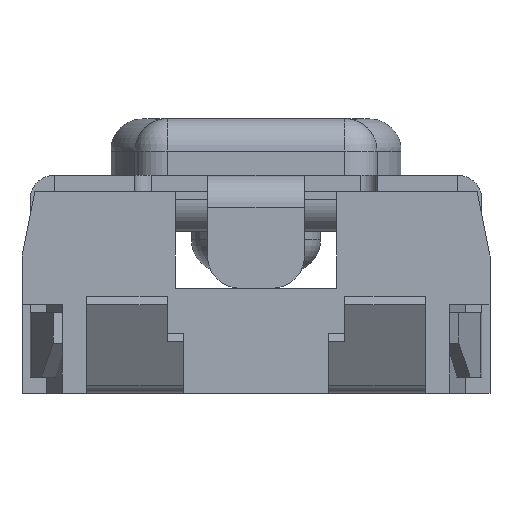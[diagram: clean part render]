
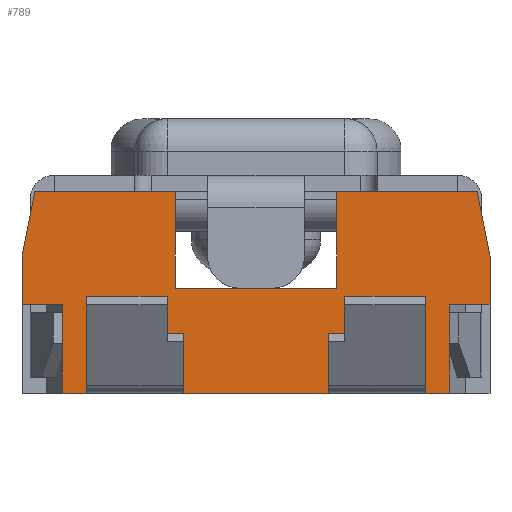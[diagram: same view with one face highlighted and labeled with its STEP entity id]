
A CAD part, left-side view. The second image highlights one B-rep face of the part: STEP entity #789.
In plain terms, the highlighted planar face has unit normal (-1, 0, 0).
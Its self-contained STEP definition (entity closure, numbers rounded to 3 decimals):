
#789 = ADVANCED_FACE( '', ( #1591 ), #1592, .T. );
#1591 = FACE_OUTER_BOUND( '', #2445, .T. );
#1592 = PLANE( '', #2446 );
#2445 = EDGE_LOOP( '', ( #4447, #4448, #4449, #4450, #4451, #4452, #4453, #4454, #4455, #4456, #4457, #4458, #4459, #4460, #4461, #4462, #4463, #4464, #4465, #4466, #4467, #4468 ) );
#2446 = AXIS2_PLACEMENT_3D( '', #4469, #4470, #4471 );
#4447 = ORIENTED_EDGE( '', *, *, #5375, .T. );
#4448 = ORIENTED_EDGE( '', *, *, #6037, .T. );
#4449 = ORIENTED_EDGE( '', *, *, #5885, .F. );
#4450 = ORIENTED_EDGE( '', *, *, #6077, .F. );
#4451 = ORIENTED_EDGE( '', *, *, #5882, .T. );
#4452 = ORIENTED_EDGE( '', *, *, #5481, .F. );
#4453 = ORIENTED_EDGE( '', *, *, #6143, .T. );
#4454 = ORIENTED_EDGE( '', *, *, #5766, .T. );
#4455 = ORIENTED_EDGE( '', *, *, #6144, .T. );
#4456 = ORIENTED_EDGE( '', *, *, #5671, .T. );
#4457 = ORIENTED_EDGE( '', *, *, #5495, .F. );
#4458 = ORIENTED_EDGE( '', *, *, #5852, .F. );
#4459 = ORIENTED_EDGE( '', *, *, #6145, .F. );
#4460 = ORIENTED_EDGE( '', *, *, #6146, .T. );
#4461 = ORIENTED_EDGE( '', *, *, #5978, .F. );
#4462 = ORIENTED_EDGE( '', *, *, #6147, .T. );
#4463 = ORIENTED_EDGE( '', *, *, #5892, .F. );
#4464 = ORIENTED_EDGE( '', *, *, #5928, .F. );
#4465 = ORIENTED_EDGE( '', *, *, #6148, .F. );
#4466 = ORIENTED_EDGE( '', *, *, #6047, .T. );
#4467 = ORIENTED_EDGE( '', *, *, #5889, .F. );
#4468 = ORIENTED_EDGE( '', *, *, #6067, .F. );
#4469 = CARTESIAN_POINT( '', ( -1.75, -1.45, 0.65 ) );
#4470 = DIRECTION( '', ( -1., 0., 0. ) );
#4471 = DIRECTION( '', ( 0., -1., 0. ) );
#5375 = EDGE_CURVE( '', #6440, #6441, #6442, .T. );
#5481 = EDGE_CURVE( '', #6627, #6622, #6629, .T. );
#5495 = EDGE_CURVE( '', #6650, #6651, #6652, .T. );
#5671 = EDGE_CURVE( '', #6951, #6651, #6952, .T. );
#5766 = EDGE_CURVE( '', #7090, #7091, #7092, .T. );
#5852 = EDGE_CURVE( '', #7224, #6650, #7225, .T. );
#5882 = EDGE_CURVE( '', #7264, #6622, #7265, .T. );
#5885 = EDGE_CURVE( '', #7268, #7269, #7270, .T. );
#5889 = EDGE_CURVE( '', #7275, #7277, #7278, .T. );
#5892 = EDGE_CURVE( '', #7280, #7282, #7283, .T. );
#5928 = EDGE_CURVE( '', #7332, #7280, #7334, .T. );
#5978 = EDGE_CURVE( '', #7399, #7401, #7402, .T. );
#6037 = EDGE_CURVE( '', #6441, #7269, #7478, .T. );
#6047 = EDGE_CURVE( '', #7488, #7277, #7489, .T. );
#6067 = EDGE_CURVE( '', #6440, #7275, #7512, .T. );
#6077 = EDGE_CURVE( '', #7264, #7268, #7524, .T. );
#6143 = EDGE_CURVE( '', #6627, #7090, #7604, .T. );
#6144 = EDGE_CURVE( '', #7091, #6951, #7605, .T. );
#6145 = EDGE_CURVE( '', #7606, #7224, #7607, .T. );
#6146 = EDGE_CURVE( '', #7606, #7401, #7608, .T. );
#6147 = EDGE_CURVE( '', #7399, #7282, #7609, .T. );
#6148 = EDGE_CURVE( '', #7488, #7332, #7610, .T. );
#6440 = VERTEX_POINT( '', #7969 );
#6441 = VERTEX_POINT( '', #7970 );
#6442 = LINE( '', #7971, #7972 );
#6622 = VERTEX_POINT( '', #8223 );
#6627 = VERTEX_POINT( '', #8230 );
#6629 = LINE( '', #8233, #8234 );
#6650 = VERTEX_POINT( '', #8264 );
#6651 = VERTEX_POINT( '', #8265 );
#6652 = LINE( '', #8266, #8267 );
#6951 = VERTEX_POINT( '', #8691 );
#6952 = LINE( '', #8692, #8693 );
#7090 = VERTEX_POINT( '', #8890 );
#7091 = VERTEX_POINT( '', #8891 );
#7092 = LINE( '', #8892, #8893 );
#7224 = VERTEX_POINT( '', #9073 );
#7225 = LINE( '', #9074, #9075 );
#7264 = VERTEX_POINT( '', #9136 );
#7265 = LINE( '', #9137, #9138 );
#7268 = VERTEX_POINT( '', #9142 );
#7269 = VERTEX_POINT( '', #9143 );
#7270 = LINE( '', #9144, #9145 );
#7275 = VERTEX_POINT( '', #9152 );
#7277 = VERTEX_POINT( '', #9155 );
#7278 = LINE( '', #9156, #9157 );
#7280 = VERTEX_POINT( '', #9160 );
#7282 = VERTEX_POINT( '', #9163 );
#7283 = LINE( '', #9164, #9165 );
#7332 = VERTEX_POINT( '', #9236 );
#7334 = LINE( '', #9239, #9240 );
#7399 = VERTEX_POINT( '', #9331 );
#7401 = VERTEX_POINT( '', #9334 );
#7402 = LINE( '', #9335, #9336 );
#7478 = LINE( '', #9443, #9444 );
#7488 = VERTEX_POINT( '', #9459 );
#7489 = LINE( '', #9460, #9461 );
#7512 = LINE( '', #9492, #9493 );
#7524 = LINE( '', #9509, #9510 );
#7604 = LINE( '', #9629, #9630 );
#7605 = LINE( '', #9631, #9632 );
#7606 = VERTEX_POINT( '', #9633 );
#7607 = LINE( '', #9634, #9635 );
#7608 = LINE( '', #9636, #9637 );
#7609 = LINE( '', #9638, #9639 );
#7610 = LINE( '', #9640, #9641 );
#7969 = CARTESIAN_POINT( '', ( -1.75, -0.45, 0.1 ) );
#7970 = CARTESIAN_POINT( '', ( -1.75, -1.05, 0.1 ) );
#7971 = CARTESIAN_POINT( '', ( -1.75, -0.45, 0.1 ) );
#7972 = VECTOR( '', #9953, 1000. );
#8223 = CARTESIAN_POINT( '', ( -1.75, -1.45, 0.55 ) );
#8230 = CARTESIAN_POINT( '', ( -1.75, -1.45, 0.85 ) );
#8233 = CARTESIAN_POINT( '', ( -1.75, -1.45, 0.65 ) );
#8234 = VECTOR( '', #10064, 1000. );
#8264 = CARTESIAN_POINT( '', ( -1.75, 0.5, 1.25 ) );
#8265 = CARTESIAN_POINT( '', ( -1.75, 0.5, 0.65 ) );
#8266 = CARTESIAN_POINT( '', ( -1.75, 0.5, 1.25 ) );
#8267 = VECTOR( '', #10074, 1000. );
#8691 = CARTESIAN_POINT( '', ( -1.75, -0.5, 0.65 ) );
#8692 = CARTESIAN_POINT( '', ( -1.75, -1.45, 0.65 ) );
#8693 = VECTOR( '', #10272, 1000. );
#8890 = CARTESIAN_POINT( '', ( -1.75, -1.37, 1.25 ) );
#8891 = CARTESIAN_POINT( '', ( -1.75, -0.5, 1.25 ) );
#8892 = CARTESIAN_POINT( '', ( -1.75, -1.37, 1.25 ) );
#8893 = VECTOR( '', #10365, 1000. );
#9073 = CARTESIAN_POINT( '', ( -1.75, 1.37, 1.25 ) );
#9074 = CARTESIAN_POINT( '', ( -1.75, 1.37, 1.25 ) );
#9075 = VECTOR( '', #10468, 1000. );
#9136 = CARTESIAN_POINT( '', ( -1.75, -1.2, 0.55 ) );
#9137 = CARTESIAN_POINT( '', ( -1.75, -1.2, 0.55 ) );
#9138 = VECTOR( '', #10491, 1000. );
#9142 = CARTESIAN_POINT( '', ( -1.75, -1.2, 0. ) );
#9143 = CARTESIAN_POINT( '', ( -1.75, -1.05, 0. ) );
#9144 = CARTESIAN_POINT( '', ( -1.75, -1.45, 0. ) );
#9145 = VECTOR( '', #10493, 1000. );
#9152 = CARTESIAN_POINT( '', ( -1.75, -0.45, 0. ) );
#9155 = CARTESIAN_POINT( '', ( -1.75, 0.45, 0. ) );
#9156 = CARTESIAN_POINT( '', ( -1.75, -1.45, 0. ) );
#9157 = VECTOR( '', #10497, 1000. );
#9160 = CARTESIAN_POINT( '', ( -1.75, 1.05, 0. ) );
#9163 = CARTESIAN_POINT( '', ( -1.75, 1.2, 0. ) );
#9164 = CARTESIAN_POINT( '', ( -1.75, -1.45, 0. ) );
#9165 = VECTOR( '', #10500, 1000. );
#9236 = CARTESIAN_POINT( '', ( -1.75, 1.05, 0.1 ) );
#9239 = CARTESIAN_POINT( '', ( -1.75, 1.05, 0.1 ) );
#9240 = VECTOR( '', #10542, 1000. );
#9331 = CARTESIAN_POINT( '', ( -1.75, 1.2, 0.55 ) );
#9334 = CARTESIAN_POINT( '', ( -1.75, 1.45, 0.55 ) );
#9335 = CARTESIAN_POINT( '', ( -1.75, 1.2, 0.55 ) );
#9336 = VECTOR( '', #10612, 1000. );
#9443 = CARTESIAN_POINT( '', ( -1.75, -1.05, 0.1 ) );
#9444 = VECTOR( '', #10668, 1000. );
#9459 = CARTESIAN_POINT( '', ( -1.75, 0.45, 0.1 ) );
#9460 = CARTESIAN_POINT( '', ( -1.75, 0.45, 0.1 ) );
#9461 = VECTOR( '', #10674, 1000. );
#9492 = CARTESIAN_POINT( '', ( -1.75, -0.45, 0.1 ) );
#9493 = VECTOR( '', #10692, 1000. );
#9509 = CARTESIAN_POINT( '', ( -1.75, -1.2, 0.55 ) );
#9510 = VECTOR( '', #10700, 1000. );
#9629 = CARTESIAN_POINT( '', ( -1.75, -1.45, 0.85 ) );
#9630 = VECTOR( '', #10766, 1000. );
#9631 = CARTESIAN_POINT( '', ( -1.75, -0.5, 1.25 ) );
#9632 = VECTOR( '', #10767, 1000. );
#9633 = CARTESIAN_POINT( '', ( -1.75, 1.45, 0.85 ) );
#9634 = CARTESIAN_POINT( '', ( -1.75, 1.45, 0.85 ) );
#9635 = VECTOR( '', #10768, 1000. );
#9636 = CARTESIAN_POINT( '', ( -1.75, 1.45, 0.65 ) );
#9637 = VECTOR( '', #10769, 1000. );
#9638 = CARTESIAN_POINT( '', ( -1.75, 1.2, 0.55 ) );
#9639 = VECTOR( '', #10770, 1000. );
#9640 = CARTESIAN_POINT( '', ( -1.75, 0.45, 0.1 ) );
#9641 = VECTOR( '', #10771, 1000. );
#9953 = DIRECTION( '', ( 0., -1., 0. ) );
#10064 = DIRECTION( '', ( 0., 0., -1. ) );
#10074 = DIRECTION( '', ( 0., 0., -1. ) );
#10272 = DIRECTION( '', ( 0., 1., 0. ) );
#10365 = DIRECTION( '', ( 0., 1., 0. ) );
#10468 = DIRECTION( '', ( 0., -1., 0. ) );
#10491 = DIRECTION( '', ( 0., -1., 0. ) );
#10493 = DIRECTION( '', ( 0., 1., 0. ) );
#10497 = DIRECTION( '', ( 0., 1., 0. ) );
#10500 = DIRECTION( '', ( 0., 1., 0. ) );
#10542 = DIRECTION( '', ( 0., 0., -1. ) );
#10612 = DIRECTION( '', ( 0., 1., 0. ) );
#10668 = DIRECTION( '', ( 0., 0., -1. ) );
#10674 = DIRECTION( '', ( 0., 0., -1. ) );
#10692 = DIRECTION( '', ( 0., 0., -1. ) );
#10700 = DIRECTION( '', ( 0., 0., -1. ) );
#10766 = DIRECTION( '', ( 0., 0.196, 0.981 ) );
#10767 = DIRECTION( '', ( 0., 0., -1. ) );
#10768 = DIRECTION( '', ( 0., -0.196, 0.981 ) );
#10769 = DIRECTION( '', ( 0., 0., -1. ) );
#10770 = DIRECTION( '', ( 0., 0., -1. ) );
#10771 = DIRECTION( '', ( 0., 1., 0. ) );
